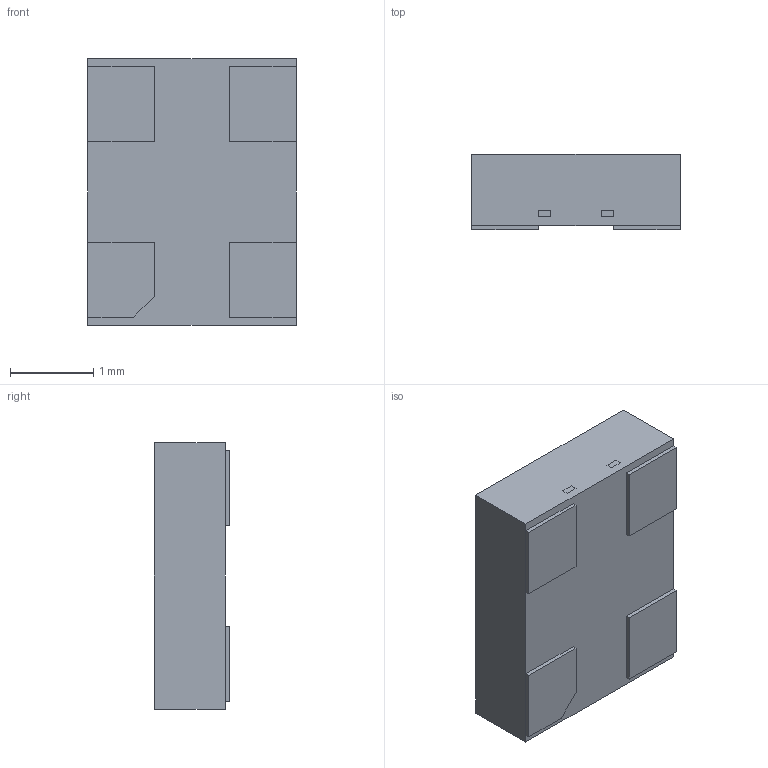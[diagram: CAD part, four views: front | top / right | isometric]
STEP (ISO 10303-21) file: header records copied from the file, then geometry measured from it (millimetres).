
FILE_DESCRIPTION (( 'STEP AP214' ), '1' );
FILE_NAME ('DSC1001CI2-039.3216B.STEP', '2023-12-22T05:50:21', ( '' ), ( '' ), 'SwSTEP 2.0', 'SolidWorks 2021', '' );
FILE_SCHEMA (( 'AUTOMOTIVE_DESIGN' ));
Length unit declared in the file: millimetre
Products named in the file (1): DSC1001CI2-039.3216B
Bounding box: 2.5 x 0.9 x 3.2 mm (x, y, z)
Volume: 6.9 mm3; surface area: 38 mm2
Topology: 8 solids, 8 shells, 58 faces, 123 edges, 82 vertices
Faces by surface type: plane 54, cylinder 4
Entity records: 1640 total; most frequent: CARTESIAN_POINT 264, DIRECTION 249, ORIENTED_EDGE 246, EDGE_CURVE 123, VECTOR 115, LINE 115, VERTEX_POINT 82, AXIS2_PLACEMENT_3D 67
